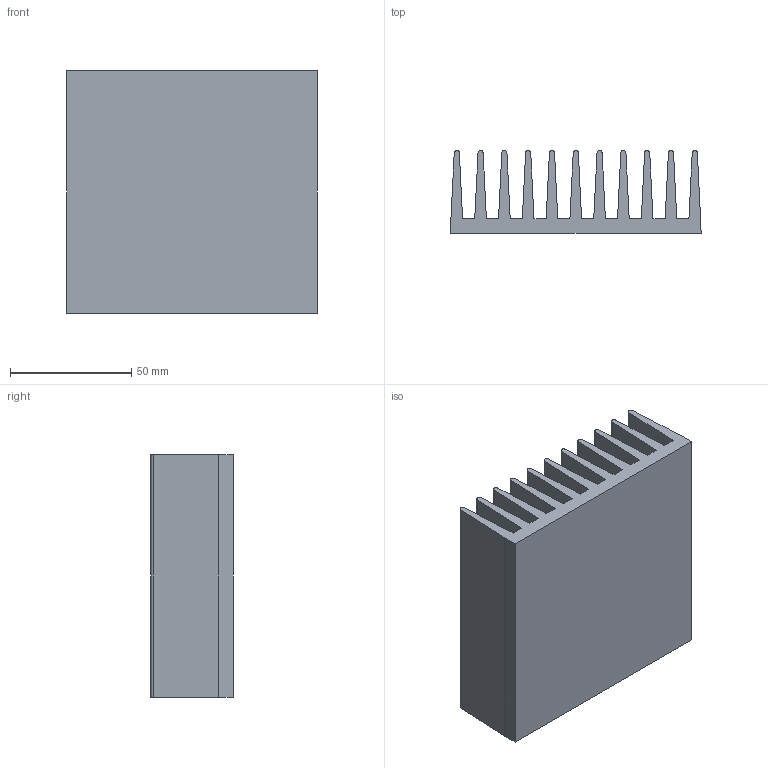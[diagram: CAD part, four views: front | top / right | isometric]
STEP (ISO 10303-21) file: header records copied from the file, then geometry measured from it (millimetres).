
FILE_DESCRIPTION (( 'STEP AP214' ), '1' );
FILE_NAME ('User Library-009_dissipador.STEP', '2020-09-05T08:34:18', ( '' ), ( '' ), 'SwSTEP 2.0', 'SolidWorks 2020', '' );
FILE_SCHEMA (( 'AUTOMOTIVE_DESIGN' ));
Length unit declared in the file: millimetre
Products named in the file (1): User Library-009_dissipador
Bounding box: 103 x 34 x 100 mm (x, y, z)
Volume: 166041.2 mm3; surface area: 82859.7 mm2
Topology: 1 solids, 1 shells, 59 faces, 171 edges, 114 vertices
Faces by surface type: plane 37, bspline 22
Entity records: 2071 total; most frequent: CARTESIAN_POINT 631, ORIENTED_EDGE 342, DIRECTION 203, EDGE_CURVE 171, VECTOR 127, LINE 127, VERTEX_POINT 114, FACE_OUTER_BOUND 59
